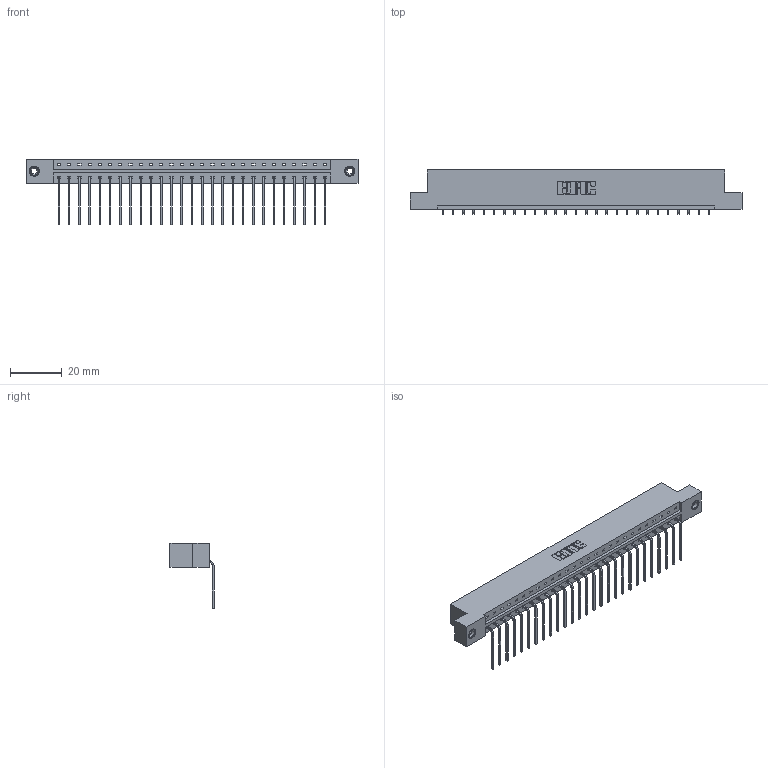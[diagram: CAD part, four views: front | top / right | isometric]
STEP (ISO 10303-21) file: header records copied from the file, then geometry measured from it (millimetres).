
FILE_DESCRIPTION (( 'STEP AP203' ), '1' );
FILE_NAME ('833-027-559-108.STEP', '2020-06-02T07:16:58', ( '' ), ( '' ), 'SwSTEP 2.0', 'SolidWorks 2020', '' );
FILE_SCHEMA (( 'CONFIG_CONTROL_DESIGN' ));
Length unit declared in the file: inch
Products named in the file (4): 833-027-559-108; 345-250-001_345-250-003-102; 833 Part_Flush - .156 Dia - TI; 345-292-001_558 559 Tail - 1
Assembly tree (30 placements, depth 2):
  833-027-559-108
    833 Part_Flush - .156 Dia - TI
    345-292-001_558 559 Tail - 1  x27
    345-250-001_345-250-003-102  x2
Bounding box: 128.52 x 17.09 x 25.53 mm (x, y, z)
Volume: 12887.6 mm3; surface area: 14423.4 mm2
Topology: 30 solids, 30 shells, 1794 faces, 5361 edges, 3530 vertices
Faces by surface type: plane 1290, cylinder 488, cone 12, torus 4
Entity records: 19716 total; most frequent: CARTESIAN_POINT 3386, ORIENTED_EDGE 3342, DIRECTION 2919, EDGE_CURVE 1671, LINE 1523, VECTOR 1523, VERTEX_POINT 1108, AXIS2_PLACEMENT_3D 698
